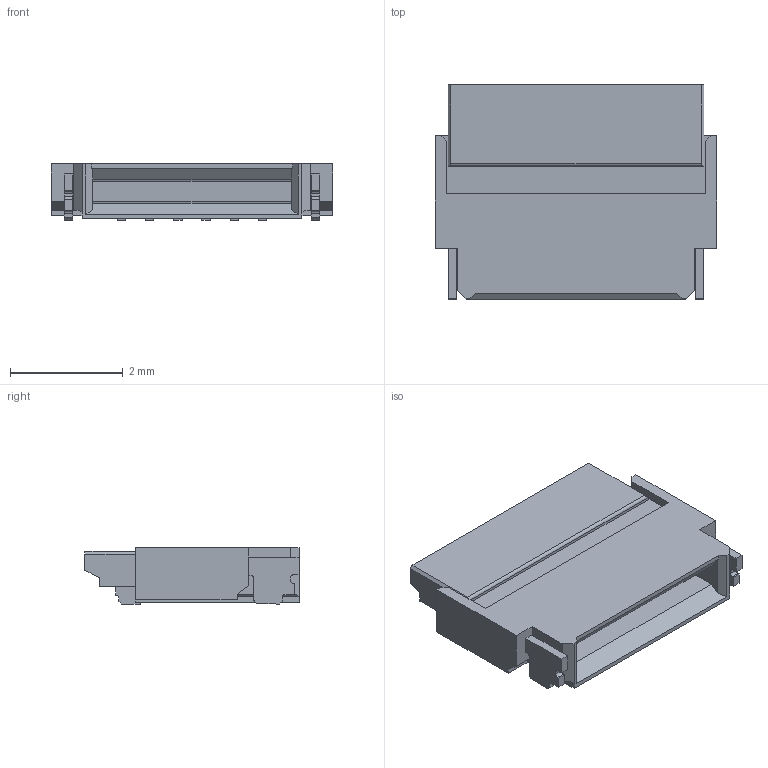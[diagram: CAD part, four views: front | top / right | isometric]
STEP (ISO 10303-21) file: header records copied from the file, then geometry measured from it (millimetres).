
FILE_DESCRIPTION(('Creo Elements/Direct Modeling STEP Export'),'2;1');
FILE_NAME('FH34D-4S-0.5SH.stp','2022-04-18T11:31:32',(''),(''),'Creo Elements/Direct Modeling STEP processor for AP214 (Solid Model)','Creo Elements/Direct Modeling 19.0F 14-Feb-2017 (C) Parametric Technology GmbH','');
FILE_SCHEMA(('AUTOMOTIVE_DESIGN { 1 0 10303 214 1 1 1 1 }'));
Length unit declared in the file: millimetre
Products named in the file (2): FH34D-4S-0_5SH-62220.PRT
Assembly tree (1 placements, depth 2):
  FH34D-4S-0_5SH-62220.PRT
    FH34D-4S-0_5SH-62220.PRT
Bounding box: 5 x 3.8 x 1 mm (x, y, z)
Volume: 13.1 mm3; surface area: 65.7 mm2
Topology: 1 solids, 1 shells, 193 faces, 545 edges, 356 vertices
Faces by surface type: plane 170, cylinder 23
Entity records: 6240 total; most frequent: CARTESIAN_POINT 1101, ORIENTED_EDGE 1090, DIRECTION 985, EDGE_CURVE 545, VECTOR 499, LINE 499, VERTEX_POINT 356, AXIS2_PLACEMENT_3D 243
